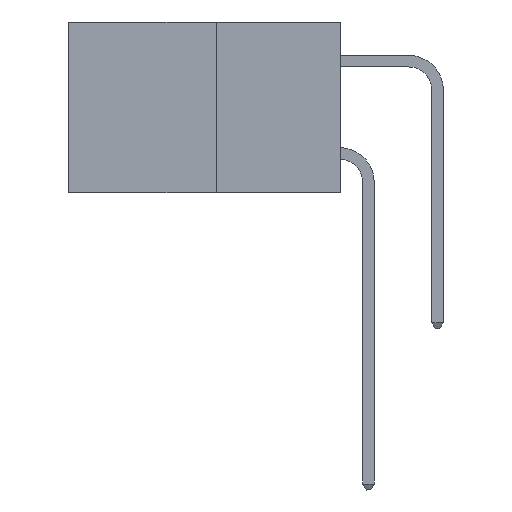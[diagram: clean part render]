
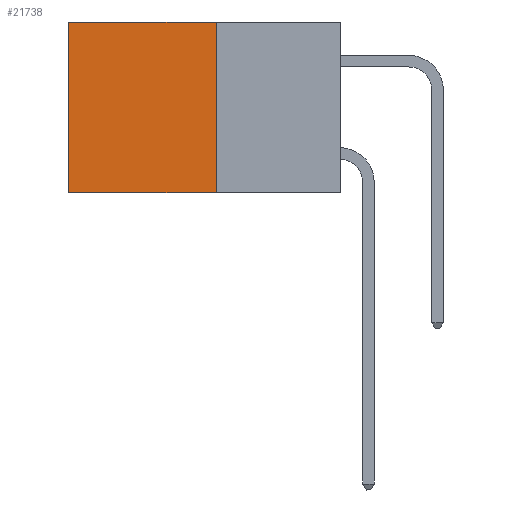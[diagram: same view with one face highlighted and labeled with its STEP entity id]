
A CAD part, left-side view. The second image highlights one B-rep face of the part: STEP entity #21738.
In plain terms, the highlighted planar face has unit normal (-1, 0, 0).
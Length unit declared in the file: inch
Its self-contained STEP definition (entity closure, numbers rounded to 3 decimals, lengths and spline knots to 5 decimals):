
#342 = CARTESIAN_POINT ( 'NONE',  ( 0.277, 0.27, 0. ) ) ;
#728 = VERTEX_POINT ( 'NONE', #17154 ) ;
#1845 = DIRECTION ( 'NONE',  ( 0., 1., 0. ) ) ;
#2205 = AXIS2_PLACEMENT_3D ( 'NONE', #15361, #3669, #17329 ) ;
#2945 = ORIENTED_EDGE ( 'NONE', *, *, #13125, .T. ) ;
#3591 = PLANE ( 'NONE',  #2205 ) ;
#3669 = DIRECTION ( 'NONE',  ( 1., 0., 0. ) ) ;
#3757 = VERTEX_POINT ( 'NONE', #11946 ) ;
#4100 = VECTOR ( 'NONE', #5875, 39.37008 ) ;
#4415 = VECTOR ( 'NONE', #1845, 39.37008 ) ;
#5018 = ORIENTED_EDGE ( 'NONE', *, *, #7770, .F. ) ;
#5288 = VERTEX_POINT ( 'NONE', #17768 ) ;
#5875 = DIRECTION ( 'NONE',  ( 0., 0., -1. ) ) ;
#6211 = ORIENTED_EDGE ( 'NONE', *, *, #6395, .F. ) ;
#6395 = EDGE_CURVE ( 'NONE', #5288, #728, #20005, .T. ) ;
#7770 = EDGE_CURVE ( 'NONE', #17703, #5288, #15083, .T. ) ;
#7950 = FACE_OUTER_BOUND ( 'NONE', #16070, .T. ) ;
#9060 = VECTOR ( 'NONE', #16216, 39.37008 ) ;
#11946 = CARTESIAN_POINT ( 'NONE',  ( 0.277, 0.59, 0. ) ) ;
#13125 = EDGE_CURVE ( 'NONE', #17703, #3757, #16950, .T. ) ;
#14257 = CARTESIAN_POINT ( 'NONE',  ( 0.277, 0.59, -0.37 ) ) ;
#15083 = LINE ( 'NONE', #15598, #4100 ) ;
#15361 = CARTESIAN_POINT ( 'NONE',  ( 0.277, 0.27, -0.37 ) ) ;
#15598 = CARTESIAN_POINT ( 'NONE',  ( 0.277, 0.27, -0.37 ) ) ;
#16070 = EDGE_LOOP ( 'NONE', ( #23020, #6211, #5018, #2945 ) ) ;
#16216 = DIRECTION ( 'NONE',  ( 0., 0., -1. ) ) ;
#16950 = LINE ( 'NONE', #20293, #21527 ) ;
#17154 = CARTESIAN_POINT ( 'NONE',  ( 0.277, 0.59, -0.37 ) ) ;
#17329 = DIRECTION ( 'NONE',  ( 0., 0., -1. ) ) ;
#17703 = VERTEX_POINT ( 'NONE', #342 ) ;
#17768 = CARTESIAN_POINT ( 'NONE',  ( 0.277, 0.27, -0.37 ) ) ;
#20005 = LINE ( 'NONE', #21281, #4415 ) ;
#20061 = LINE ( 'NONE', #14257, #9060 ) ;
#20293 = CARTESIAN_POINT ( 'NONE',  ( 0.277, 0.27, 0. ) ) ;
#21281 = CARTESIAN_POINT ( 'NONE',  ( 0.277, 0.27, -0.37 ) ) ;
#21527 = VECTOR ( 'NONE', #24094, 39.37008 ) ;
#21738 = ADVANCED_FACE ( 'NONE', ( #7950 ), #3591, .F. ) ;
#23020 = ORIENTED_EDGE ( 'NONE', *, *, #23478, .T. ) ;
#23478 = EDGE_CURVE ( 'NONE', #3757, #728, #20061, .T. ) ;
#24094 = DIRECTION ( 'NONE',  ( 0., 1., 0. ) ) ;
